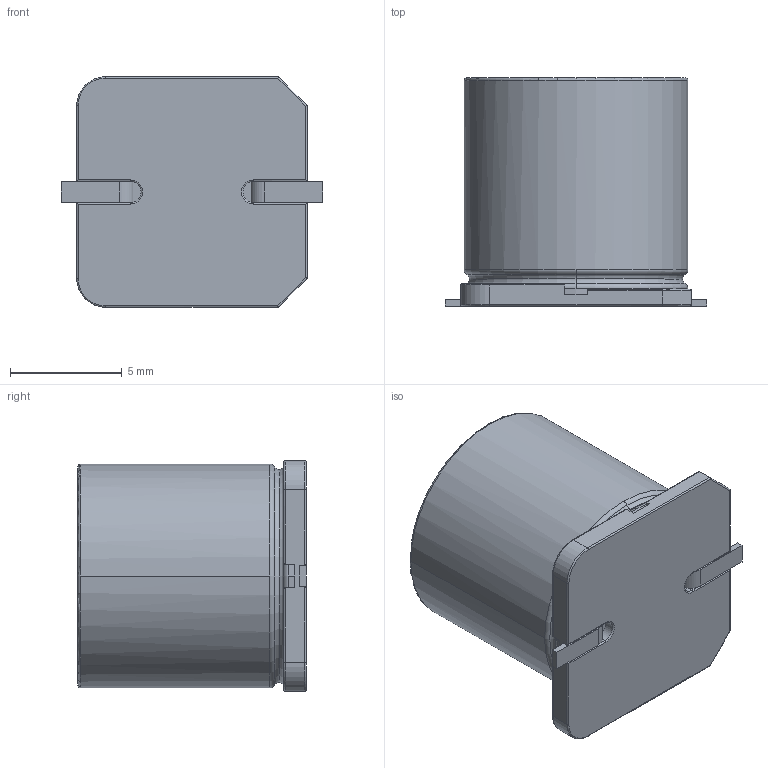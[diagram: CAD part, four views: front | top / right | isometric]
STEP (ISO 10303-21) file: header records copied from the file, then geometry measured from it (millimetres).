
FILE_DESCRIPTION (( 'STEP AP214' ), '1' );
FILE_NAME ('Cap,Alum,D10,10.3x10.3.STEP', '2020-01-26T02:34:28', ( '' ), ( '' ), 'SwSTEP 2.0', 'SolidWorks 2020', '' );
FILE_SCHEMA (( 'AUTOMOTIVE_DESIGN' ));
Length unit declared in the file: millimetre
Products named in the file (4): SMD AEC (Pin)_Predeterminado; Cap,Alum,D10,10.3x10.3; SMD AEC (Base)_Predeterminado; SMD AEC (Cylinder)_Predeterminado
Assembly tree (4 placements, depth 2):
  Cap,Alum,D10,10.3x10.3
    SMD AEC (Base)_Predeterminado
    SMD AEC (Pin)_Predeterminado  x2
    SMD AEC (Cylinder)_Predeterminado
Bounding box: 11.7 x 10.2 x 10.3 mm (x, y, z)
Volume: 820.2 mm3; surface area: 735.9 mm2
Topology: 4 solids, 4 shells, 114 faces, 271 edges, 163 vertices
Faces by surface type: cylinder 48, plane 45, torus 21
Entity records: 3294 total; most frequent: CARTESIAN_POINT 742, DIRECTION 517, ORIENTED_EDGE 494, EDGE_CURVE 247, AXIS2_PLACEMENT_3D 189, VERTEX_POINT 147, LINE 139, VECTOR 139
